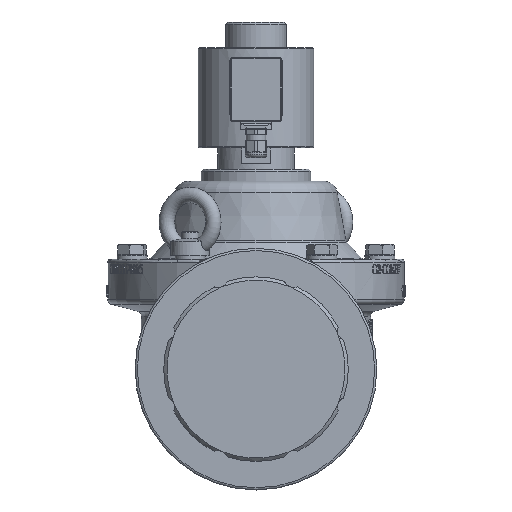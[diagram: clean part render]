
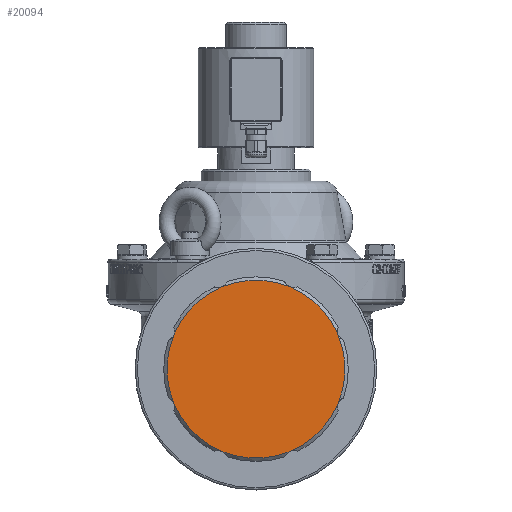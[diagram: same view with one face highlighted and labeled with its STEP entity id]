
A CAD part, front view. The second image highlights one B-rep face of the part: STEP entity #20094.
In plain terms, the highlighted planar face has unit normal (0, -1, 0).
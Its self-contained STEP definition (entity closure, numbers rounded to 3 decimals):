
#2421=FACE_OUTER_BOUND('',#3625,.T.);
#3625=EDGE_LOOP('',(#14195,#14196,#14197,#14198,#14199,#14200,#14201,#14202));
#7023=CIRCLE('',#21496,81.);
#7024=CIRCLE('',#21497,81.);
#7025=CIRCLE('',#21498,81.);
#7026=CIRCLE('',#21499,81.);
#7027=CIRCLE('',#21500,81.);
#7028=CIRCLE('',#21501,81.);
#7029=CIRCLE('',#21502,81.);
#7030=CIRCLE('',#21503,81.);
#8266=VERTEX_POINT('',#36096);
#8267=VERTEX_POINT('',#36130);
#8268=VERTEX_POINT('',#36164);
#8274=VERTEX_POINT('',#36212);
#8275=VERTEX_POINT('',#36216);
#8276=VERTEX_POINT('',#36218);
#8277=VERTEX_POINT('',#36220);
#8278=VERTEX_POINT('',#36222);
#10533=EDGE_CURVE('',#8266,#8274,#7023,.T.);
#10534=EDGE_CURVE('',#8267,#8266,#7024,.T.);
#10535=EDGE_CURVE('',#8268,#8267,#7025,.T.);
#10536=EDGE_CURVE('',#8275,#8268,#7026,.T.);
#10537=EDGE_CURVE('',#8276,#8275,#7027,.T.);
#10538=EDGE_CURVE('',#8277,#8276,#7028,.T.);
#10539=EDGE_CURVE('',#8278,#8277,#7029,.T.);
#10540=EDGE_CURVE('',#8274,#8278,#7030,.T.);
#14195=ORIENTED_EDGE('',*,*,#10533,.F.);
#14196=ORIENTED_EDGE('',*,*,#10534,.F.);
#14197=ORIENTED_EDGE('',*,*,#10535,.F.);
#14198=ORIENTED_EDGE('',*,*,#10536,.F.);
#14199=ORIENTED_EDGE('',*,*,#10537,.F.);
#14200=ORIENTED_EDGE('',*,*,#10538,.F.);
#14201=ORIENTED_EDGE('',*,*,#10539,.F.);
#14202=ORIENTED_EDGE('',*,*,#10540,.F.);
#18227=PLANE('',#21495);
#20094=ADVANCED_FACE('',(#2421),#18227,.F.);
#21495=AXIS2_PLACEMENT_3D('',#36211,#24222,#24223);
#21496=AXIS2_PLACEMENT_3D('',#36213,#24224,#24225);
#21497=AXIS2_PLACEMENT_3D('',#36214,#24226,#24227);
#21498=AXIS2_PLACEMENT_3D('',#36215,#24228,#24229);
#21499=AXIS2_PLACEMENT_3D('',#36217,#24230,#24231);
#21500=AXIS2_PLACEMENT_3D('',#36219,#24232,#24233);
#21501=AXIS2_PLACEMENT_3D('',#36221,#24234,#24235);
#21502=AXIS2_PLACEMENT_3D('',#36223,#24236,#24237);
#21503=AXIS2_PLACEMENT_3D('',#36224,#24238,#24239);
#24222=DIRECTION('center_axis',(0.,1.,0.));
#24223=DIRECTION('ref_axis',(0.,0.,1.));
#24224=DIRECTION('center_axis',(0.,1.,0.));
#24225=DIRECTION('ref_axis',(0.,0.,1.));
#24226=DIRECTION('center_axis',(0.,1.,0.));
#24227=DIRECTION('ref_axis',(0.,0.,1.));
#24228=DIRECTION('center_axis',(0.,1.,0.));
#24229=DIRECTION('ref_axis',(0.,0.,1.));
#24230=DIRECTION('center_axis',(0.,1.,0.));
#24231=DIRECTION('ref_axis',(0.,0.,1.));
#24232=DIRECTION('center_axis',(0.,1.,0.));
#24233=DIRECTION('ref_axis',(0.,0.,1.));
#24234=DIRECTION('center_axis',(0.,1.,0.));
#24235=DIRECTION('ref_axis',(0.,0.,1.));
#24236=DIRECTION('center_axis',(0.,1.,0.));
#24237=DIRECTION('ref_axis',(0.,0.,1.));
#24238=DIRECTION('center_axis',(0.,1.,0.));
#24239=DIRECTION('ref_axis',(0.,0.,1.));
#36096=CARTESIAN_POINT('',(30.997,-175.,-74.834));
#36130=CARTESIAN_POINT('',(74.834,-175.,-30.997));
#36164=CARTESIAN_POINT('',(74.834,-175.,30.997));
#36211=CARTESIAN_POINT('Origin',(0.,-175.,0.));
#36212=CARTESIAN_POINT('',(-30.997,-175.,-74.834));
#36213=CARTESIAN_POINT('Origin',(0.,-175.,0.));
#36214=CARTESIAN_POINT('Origin',(0.,-175.,0.));
#36215=CARTESIAN_POINT('Origin',(0.,-175.,0.));
#36216=CARTESIAN_POINT('',(30.997,-175.,74.834));
#36217=CARTESIAN_POINT('Origin',(0.,-175.,0.));
#36218=CARTESIAN_POINT('',(-30.997,-175.,74.834));
#36219=CARTESIAN_POINT('Origin',(0.,-175.,0.));
#36220=CARTESIAN_POINT('',(-74.834,-175.,30.997));
#36221=CARTESIAN_POINT('Origin',(0.,-175.,0.));
#36222=CARTESIAN_POINT('',(-74.834,-175.,-30.997));
#36223=CARTESIAN_POINT('Origin',(0.,-175.,0.));
#36224=CARTESIAN_POINT('Origin',(0.,-175.,0.));
